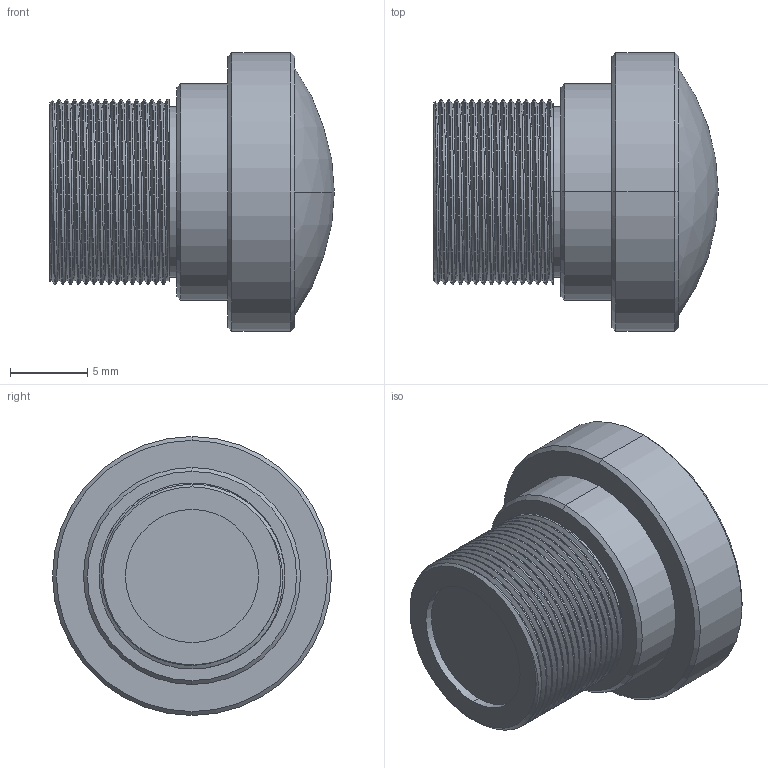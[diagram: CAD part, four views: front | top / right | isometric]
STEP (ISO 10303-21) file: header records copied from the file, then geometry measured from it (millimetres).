
FILE_DESCRIPTION(('Open CASCADE Model'),'2;1');
FILE_NAME('Open CASCADE Shape Model','2026-02-15T18:25:23',('Author'),( 'Open CASCADE'),'Open CASCADE STEP processor 7.7','Open CASCADE 7.7' ,'Unknown');
FILE_SCHEMA(('AUTOMOTIVE_DESIGN { 1 0 10303 214 1 1 1 1 }'));
Length unit declared in the file: millimetre
Products named in the file (2): L078-2.78-M12
Assembly tree (1 placements, depth 2):
  L078-2.78-M12
    L078-2.78-M12
Bounding box: 18.36 x 18 x 18 mm (x, y, z)
Volume: 2709.6 mm3; surface area: 1406.5 mm2
Topology: 1 solids, 1 shells, 60 faces, 154 edges, 101 vertices
Faces by surface type: cylinder 39, cone 9, plane 7, bspline 3, sphere 2
Entity records: 7885 total; most frequent: CARTESIAN_POINT 5056, DIRECTION 445, ORIENTED_EDGE 308, PCURVE 308, DEFINITIONAL_REPRESENTATION 308, LINE 246, VECTOR 246, EDGE_CURVE 154
